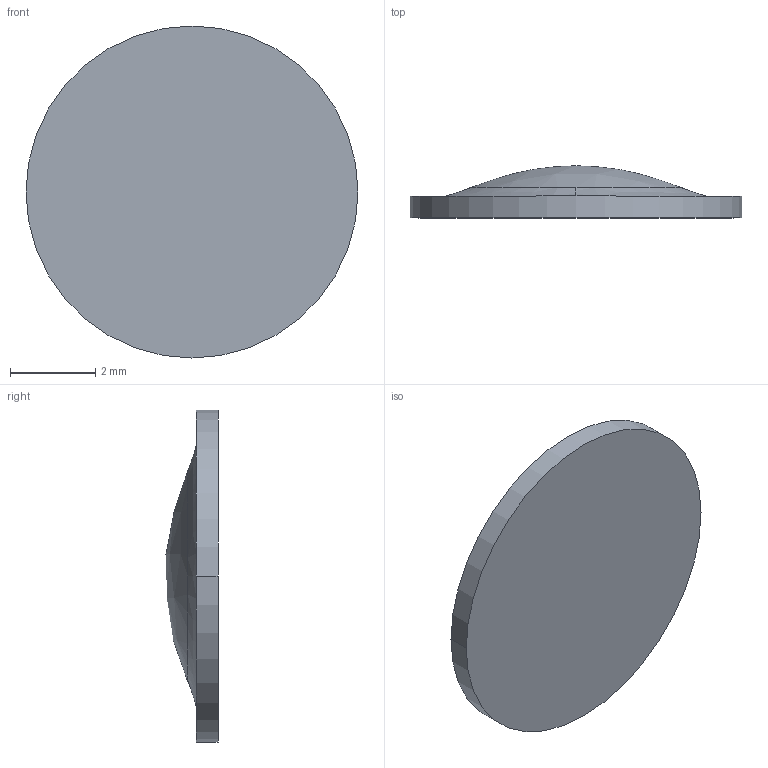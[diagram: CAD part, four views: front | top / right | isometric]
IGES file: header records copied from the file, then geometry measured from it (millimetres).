
Global section: file name: No Iges File Name specified; native system: Autodesk Inventor 2011; preprocessor: AutoDesk Inventor Iges Exporter R2011; author: Administrator; date: 20101112.132357; units: inch
Bounding box: 7.8 x 1.22 x 7.8 mm (x, y, z)
Volume: 34.3 mm3; surface area: 109.4 mm2
Topology: 1 solids, 1 shells, 7 faces, 14 edges, 10 vertices
Faces by surface type: bspline 2, cylinder 2, plane 2, sphere 1
